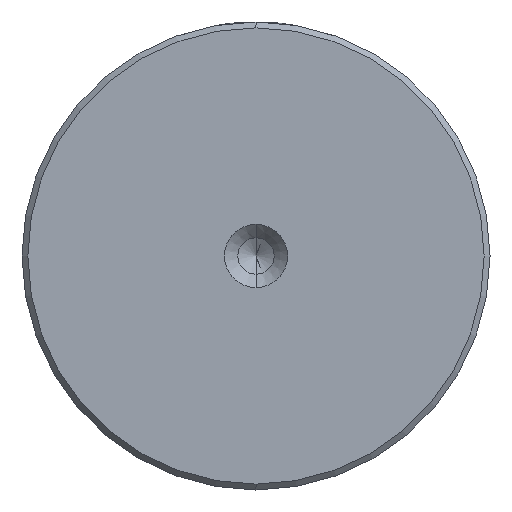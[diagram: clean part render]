
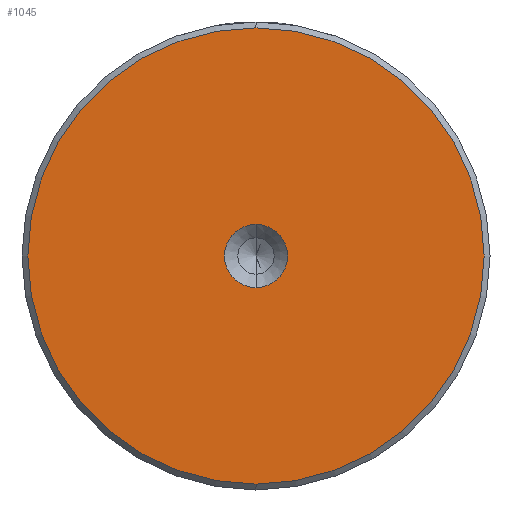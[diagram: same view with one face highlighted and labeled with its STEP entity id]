
A CAD part, left-side view. The second image highlights one B-rep face of the part: STEP entity #1045.
In plain terms, the highlighted planar face has unit normal (-1, 0, 0).
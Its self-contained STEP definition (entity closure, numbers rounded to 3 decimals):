
#8 = DIRECTION ( 'NONE',  ( 0., 0., 1. ) ) ;
#16 = DIRECTION ( 'NONE',  ( -1., 0., 0. ) ) ;
#82 = CIRCLE ( 'NONE', #2225, 2.7 ) ;
#84 = ORIENTED_EDGE ( 'NONE', *, *, #599, .T. ) ;
#101 = CARTESIAN_POINT ( 'NONE',  ( 0., 0., -2.7 ) ) ;
#134 = CIRCLE ( 'NONE', #1562, 19.5 ) ;
#276 = DIRECTION ( 'NONE',  ( -1., 0., 0. ) ) ;
#290 = CARTESIAN_POINT ( 'NONE',  ( 0., 0., -19.5 ) ) ;
#307 = VERTEX_POINT ( 'NONE', #746 ) ;
#371 = CARTESIAN_POINT ( 'NONE',  ( 0., 0., 0. ) ) ;
#387 = CIRCLE ( 'NONE', #840, 2.7 ) ;
#413 = CIRCLE ( 'NONE', #2037, 19.5 ) ;
#428 = DIRECTION ( 'NONE',  ( -1., 0., 0. ) ) ;
#459 = DIRECTION ( 'NONE',  ( -1., 0., 0. ) ) ;
#467 = CARTESIAN_POINT ( 'NONE',  ( 0., 0., 2.7 ) ) ;
#514 = AXIS2_PLACEMENT_3D ( 'NONE', #2175, #428, #1649 ) ;
#546 = ORIENTED_EDGE ( 'NONE', *, *, #2026, .T. ) ;
#561 = ORIENTED_EDGE ( 'NONE', *, *, #1542, .F. ) ;
#599 = EDGE_CURVE ( 'NONE', #2181, #307, #413, .T. ) ;
#656 = CARTESIAN_POINT ( 'NONE',  ( 0., 0., 0. ) ) ;
#746 = CARTESIAN_POINT ( 'NONE',  ( 0., 0., 19.5 ) ) ;
#792 = EDGE_LOOP ( 'NONE', ( #84, #546 ) ) ;
#840 = AXIS2_PLACEMENT_3D ( 'NONE', #1517, #459, #1692 ) ;
#842 = DIRECTION ( 'NONE',  ( 0., 0., 1. ) ) ;
#920 = FACE_OUTER_BOUND ( 'NONE', #792, .T. ) ;
#1045 = ADVANCED_FACE ( 'NONE', ( #920, #1382 ), #2007, .T. ) ;
#1169 = VERTEX_POINT ( 'NONE', #101 ) ;
#1332 = CARTESIAN_POINT ( 'NONE',  ( 0., 0., 0. ) ) ;
#1382 = FACE_BOUND ( 'NONE', #1444, .T. ) ;
#1444 = EDGE_LOOP ( 'NONE', ( #561, #2288 ) ) ;
#1509 = DIRECTION ( 'NONE',  ( 0., 0., 1. ) ) ;
#1517 = CARTESIAN_POINT ( 'NONE',  ( 0., 0., 0. ) ) ;
#1542 = EDGE_CURVE ( 'NONE', #2238, #1169, #82, .T. ) ;
#1562 = AXIS2_PLACEMENT_3D ( 'NONE', #1332, #276, #1509 ) ;
#1649 = DIRECTION ( 'NONE',  ( 0., 0., 1. ) ) ;
#1692 = DIRECTION ( 'NONE',  ( 0., 0., 1. ) ) ;
#1895 = DIRECTION ( 'NONE',  ( -1., 0., 0. ) ) ;
#2007 = PLANE ( 'NONE',  #514 ) ;
#2026 = EDGE_CURVE ( 'NONE', #307, #2181, #134, .T. ) ;
#2037 = AXIS2_PLACEMENT_3D ( 'NONE', #371, #16, #8 ) ;
#2149 = EDGE_CURVE ( 'NONE', #1169, #2238, #387, .T. ) ;
#2175 = CARTESIAN_POINT ( 'NONE',  ( 0., 0., 0. ) ) ;
#2181 = VERTEX_POINT ( 'NONE', #290 ) ;
#2225 = AXIS2_PLACEMENT_3D ( 'NONE', #656, #1895, #842 ) ;
#2238 = VERTEX_POINT ( 'NONE', #467 ) ;
#2288 = ORIENTED_EDGE ( 'NONE', *, *, #2149, .F. ) ;
